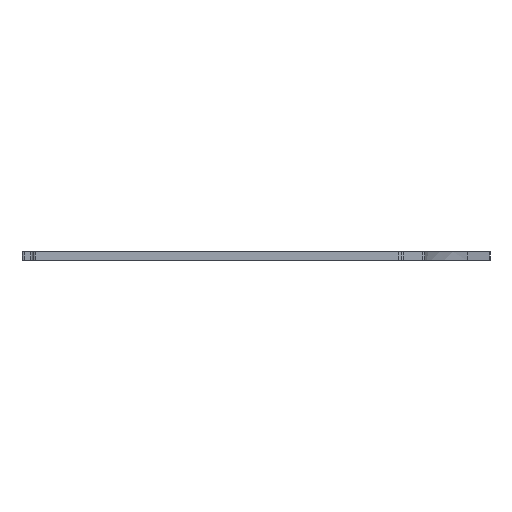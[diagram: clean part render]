
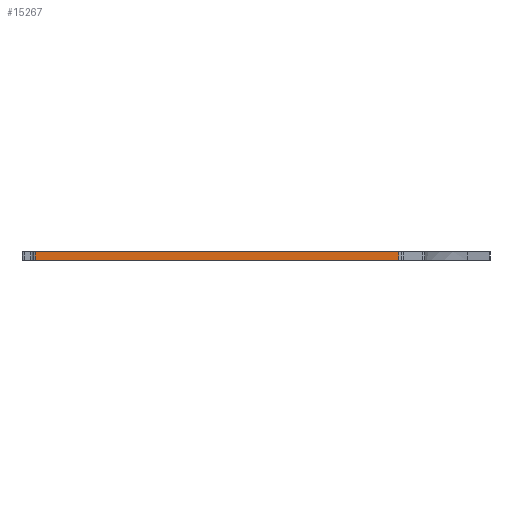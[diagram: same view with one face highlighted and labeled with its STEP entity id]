
A CAD part, left-side view. The second image highlights one B-rep face of the part: STEP entity #15267.
In plain terms, the highlighted planar face has unit normal (-1, 0, 0).
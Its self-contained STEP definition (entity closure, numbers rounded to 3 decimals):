
#1834=FACE_OUTER_BOUND('',#2706,.T.);
#2706=EDGE_LOOP('',(#13368,#13369,#13370,#13371));
#2833=LINE('',#21457,#4409);
#4294=LINE('',#25579,#5870);
#4295=LINE('',#25582,#5871);
#4296=LINE('',#25583,#5872);
#4409=VECTOR('',#16993,10.);
#5870=VECTOR('',#21070,10.);
#5871=VECTOR('',#21073,10.);
#5872=VECTOR('',#21074,10.);
#5977=VERTEX_POINT('',#21389);
#6001=VERTEX_POINT('',#21455);
#7353=VERTEX_POINT('',#25575);
#7355=VERTEX_POINT('',#25581);
#7503=EDGE_CURVE('',#5977,#6001,#2833,.T.);
#9543=EDGE_CURVE('',#5977,#7353,#4294,.T.);
#9544=EDGE_CURVE('',#7355,#6001,#4295,.T.);
#9545=EDGE_CURVE('',#7353,#7355,#4296,.T.);
#13368=ORIENTED_EDGE('',*,*,#9543,.F.);
#13369=ORIENTED_EDGE('',*,*,#7503,.T.);
#13370=ORIENTED_EDGE('',*,*,#9544,.F.);
#13371=ORIENTED_EDGE('',*,*,#9545,.F.);
#14482=PLANE('',#16701);
#15267=ADVANCED_FACE('',(#1834),#14482,.T.);
#16701=AXIS2_PLACEMENT_3D('',#25580,#21071,#21072);
#16993=DIRECTION('',(0.,1.,0.));
#21070=DIRECTION('',(0.,0.,-1.));
#21071=DIRECTION('center_axis',(-1.,0.,0.));
#21072=DIRECTION('ref_axis',(0.,1.,0.));
#21073=DIRECTION('',(0.,0.,1.));
#21074=DIRECTION('',(0.,1.,0.));
#21389=CARTESIAN_POINT('',(-52.25,-45.1,0.));
#21455=CARTESIAN_POINT('',(-52.25,36.075,0.));
#21457=CARTESIAN_POINT('',(-52.25,-45.6,0.));
#25575=CARTESIAN_POINT('',(-52.25,-45.1,-2.));
#25579=CARTESIAN_POINT('',(-52.25,-45.1,0.));
#25580=CARTESIAN_POINT('Origin',(-52.25,-45.6,0.));
#25581=CARTESIAN_POINT('',(-52.25,36.075,-2.));
#25582=CARTESIAN_POINT('',(-52.25,36.075,0.));
#25583=CARTESIAN_POINT('',(-52.25,-45.6,-2.));
